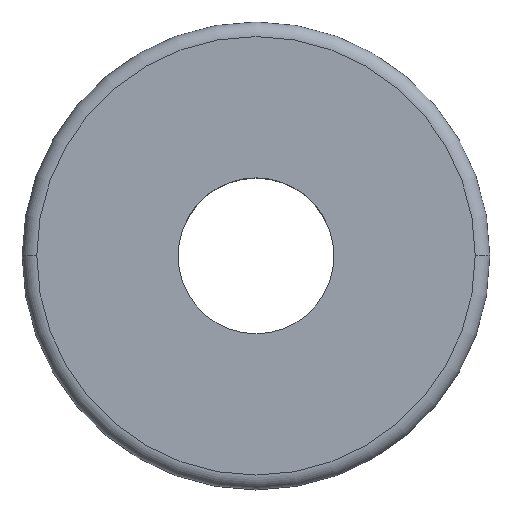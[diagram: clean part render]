
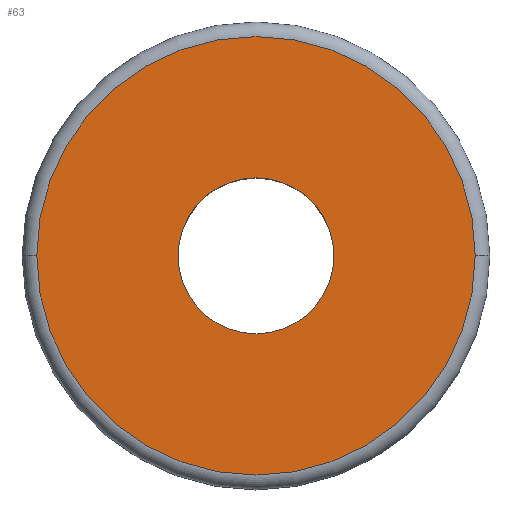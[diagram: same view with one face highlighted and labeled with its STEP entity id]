
A CAD part, top view. The second image highlights one B-rep face of the part: STEP entity #63.
In plain terms, the highlighted planar face has unit normal (0, 0, 1).
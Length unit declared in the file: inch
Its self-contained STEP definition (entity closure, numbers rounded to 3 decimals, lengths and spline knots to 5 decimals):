
#6 = DIRECTION ( 'NONE',  ( 0., 0., 1. ) ) ;
#12 = ORIENTED_EDGE ( 'NONE', *, *, #99, .F. ) ;
#18 = VERTEX_POINT ( 'NONE', #257 ) ;
#29 = DIRECTION ( 'NONE',  ( 0., 0., 1. ) ) ;
#34 = PLANE ( 'NONE',  #261 ) ;
#42 = EDGE_LOOP ( 'NONE', ( #268, #168 ) ) ;
#63 = ADVANCED_FACE ( 'NONE', ( #233, #71 ), #34, .T. ) ;
#71 = FACE_BOUND ( 'NONE', #100, .T. ) ;
#80 = EDGE_CURVE ( 'NONE', #187, #18, #229, .T. ) ;
#97 = AXIS2_PLACEMENT_3D ( 'NONE', #163, #342, #133 ) ;
#99 = EDGE_CURVE ( 'NONE', #285, #156, #140, .T. ) ;
#100 = EDGE_LOOP ( 'NONE', ( #12, #161 ) ) ;
#103 = CIRCLE ( 'NONE', #97, 0.5 ) ;
#121 = AXIS2_PLACEMENT_3D ( 'NONE', #153, #211, #307 ) ;
#127 = EDGE_CURVE ( 'NONE', #156, #285, #103, .T. ) ;
#133 = DIRECTION ( 'NONE',  ( 1., 0., 0. ) ) ;
#140 = CIRCLE ( 'NONE', #121, 0.5 ) ;
#145 = CARTESIAN_POINT ( 'NONE',  ( 0., 0., 1.21563 ) ) ;
#153 = CARTESIAN_POINT ( 'NONE',  ( 0., 0., 1.21563 ) ) ;
#156 = VERTEX_POINT ( 'NONE', #338 ) ;
#161 = ORIENTED_EDGE ( 'NONE', *, *, #127, .F. ) ;
#163 = CARTESIAN_POINT ( 'NONE',  ( 0., 0., 1.21563 ) ) ;
#167 = CARTESIAN_POINT ( 'NONE',  ( 0., 0., 1.21563 ) ) ;
#168 = ORIENTED_EDGE ( 'NONE', *, *, #80, .T. ) ;
#183 = DIRECTION ( 'NONE',  ( 1., 0., 0. ) ) ;
#187 = VERTEX_POINT ( 'NONE', #350 ) ;
#200 = DIRECTION ( 'NONE',  ( 1., 0., 0. ) ) ;
#207 = AXIS2_PLACEMENT_3D ( 'NONE', #167, #29, #200 ) ;
#211 = DIRECTION ( 'NONE',  ( 0., 0., 1. ) ) ;
#229 = CIRCLE ( 'NONE', #348, 1.4063 ) ;
#233 = FACE_OUTER_BOUND ( 'NONE', #42, .T. ) ;
#251 = CIRCLE ( 'NONE', #207, 1.4063 ) ;
#257 = CARTESIAN_POINT ( 'NONE',  ( 1.4063, 0., 1.21563 ) ) ;
#258 = DIRECTION ( 'NONE',  ( 0., 0., 1. ) ) ;
#260 = CARTESIAN_POINT ( 'NONE',  ( 0., 0., 1.21563 ) ) ;
#261 = AXIS2_PLACEMENT_3D ( 'NONE', #145, #258, #326 ) ;
#268 = ORIENTED_EDGE ( 'NONE', *, *, #320, .T. ) ;
#285 = VERTEX_POINT ( 'NONE', #324 ) ;
#307 = DIRECTION ( 'NONE',  ( 1., 0., 0. ) ) ;
#320 = EDGE_CURVE ( 'NONE', #18, #187, #251, .T. ) ;
#324 = CARTESIAN_POINT ( 'NONE',  ( -0.5, 0., 1.21563 ) ) ;
#326 = DIRECTION ( 'NONE',  ( 1., 0., 0. ) ) ;
#338 = CARTESIAN_POINT ( 'NONE',  ( 0.5, 0., 1.21563 ) ) ;
#342 = DIRECTION ( 'NONE',  ( 0., 0., 1. ) ) ;
#348 = AXIS2_PLACEMENT_3D ( 'NONE', #260, #6, #183 ) ;
#350 = CARTESIAN_POINT ( 'NONE',  ( -1.4063, 0., 1.21563 ) ) ;
